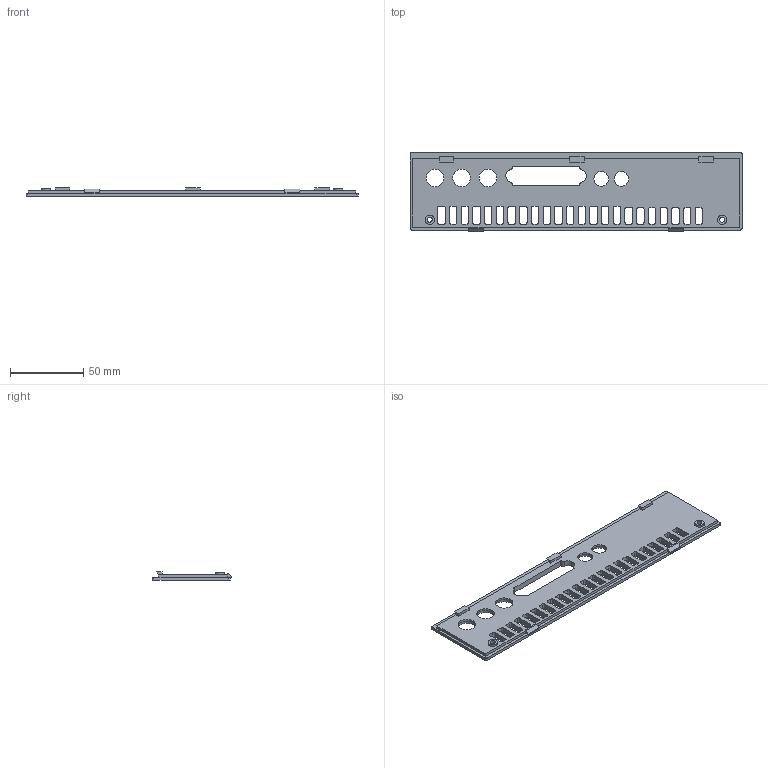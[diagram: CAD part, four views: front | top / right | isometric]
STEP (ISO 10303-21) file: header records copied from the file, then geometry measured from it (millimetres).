
FILE_DESCRIPTION(('HOOPS Exchange Step'),'2;1');
FILE_NAME('temp_export','2025-06-09T14:36:53-04:00',('mcbeav'),('Shapr3D Limited'),'HOOPS Exchange 2024.8','Shapr3D','Authorized');
FILE_SCHEMA( ('AP242_MANAGED_MODEL_BASED_3D_ENGINEERING_MIM_LF {1 0 10303 442 1 1 4}') );
Length unit declared in the file: millimetre
Products named in the file (1): root
Bounding box: 227 x 54.04 x 6 mm (x, y, z)
Volume: 34264.1 mm3; surface area: 26263.2 mm2
Topology: 1 solids, 1 shells, 481 faces, 1324 edges, 880 vertices
Faces by surface type: plane 271, cylinder 210
Full cylindrical faces by diameter (mm): 0.8 x2, 3.4 x2, 6.4 x2, 6.8 x2, 10 x2, 12 x3
Entity records: 15534 total; most frequent: DIRECTION 2710, CARTESIAN_POINT 2687, ORIENTED_EDGE 2648, EDGE_CURVE 1324, VECTOR 904, LINE 904, AXIS2_PLACEMENT_3D 903, VERTEX_POINT 880
